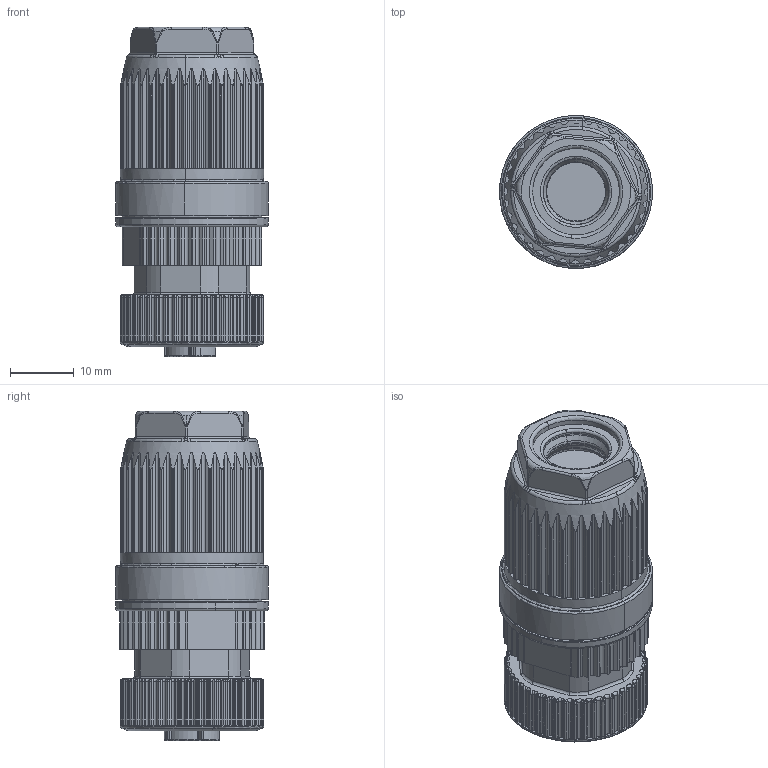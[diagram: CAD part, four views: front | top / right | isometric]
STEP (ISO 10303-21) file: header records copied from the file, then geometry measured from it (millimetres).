
FILE_DESCRIPTION(('CATIA V5 STEP Exchange','CAx-IF Rec.Pracs.--- Model Styling and Organization---1.4--- 2014-01-23'),'2;1');
FILE_NAME ('123644-4_0', '2022-09-29T06:08:06+00:00', ('none'), ('Weidmueller'), 'CATIA Version 5-6 Release 2016 SP3 HF44', 'CATIA V5 STEP AP214', 'none');
FILE_SCHEMA(('AUTOMOTIVE_DESIGN { 1 0 10303 214 1 1 1 1 }'));
Products named in the file (1): 2530760000
Bounding box: 23.99 x 23.99 x 51.67 mm (x, y, z)
Volume: 17328.9 mm3; surface area: 6718.1 mm2
Topology: 7 solids, 7 shells, 1547 faces, 3978 edges, 2408 vertices
Faces by surface type: cylinder 684, plane 420, torus 186, sphere 144, bspline 76, extrusion 21, cone 16
Entity records: 48928 total; most frequent: CARTESIAN_POINT 14412, ORIENTED_EDGE 7844, DIRECTION 5887, EDGE_CURVE 3922, AXIS2_PLACEMENT_3D 2875, VERTEX_POINT 2408, VECTOR 1587, EDGE_LOOP 1568
